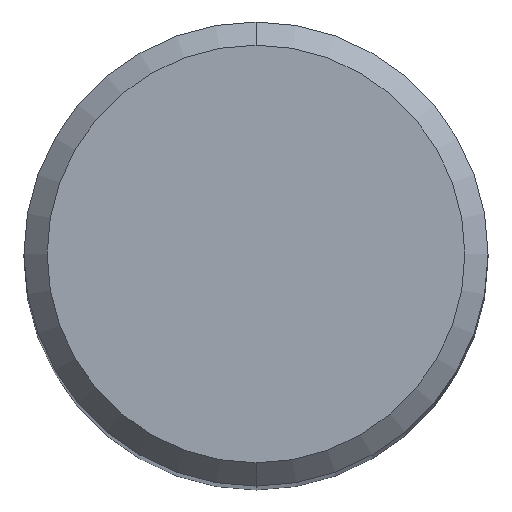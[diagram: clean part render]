
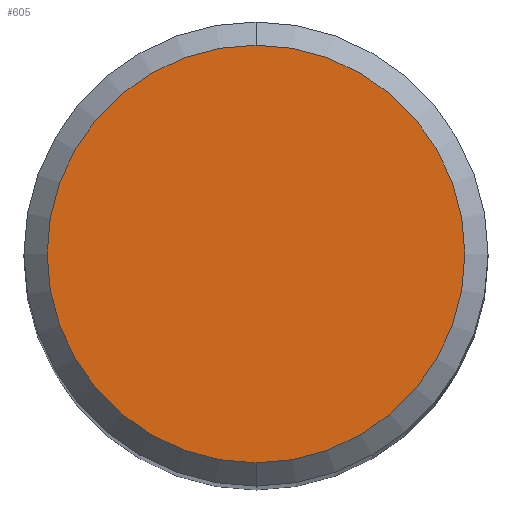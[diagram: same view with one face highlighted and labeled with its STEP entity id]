
A CAD part, top view. The second image highlights one B-rep face of the part: STEP entity #605.
In plain terms, the highlighted planar face has unit normal (0, 0, 1).
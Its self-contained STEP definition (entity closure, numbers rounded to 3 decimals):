
#359=EDGE_CURVE('',#935,#467,#1019,.T.);
#467=VERTEX_POINT('',#1136);
#605=ADVANCED_FACE('',(#1282),#1283,.T.);
#681=EDGE_CURVE('',#467,#935,#1363,.T.);
#935=VERTEX_POINT('',#1644);
#1019=CIRCLE('',#1755,4.5);
#1136=CARTESIAN_POINT('',(0.0,4.5,0.));
#1282=FACE_OUTER_BOUND('',#4224,.T.);
#1283=PLANE('',#4225);
#1363=CIRCLE('',#4454,4.5);
#1644=CARTESIAN_POINT('',(0.,-4.5,0.));
#1755=AXIS2_PLACEMENT_3D('',#10136,#10137,#10138);
#4224=EDGE_LOOP('',(#10360,#10361));
#4225=AXIS2_PLACEMENT_3D('',#10362,#10363,#10364);
#4454=AXIS2_PLACEMENT_3D('',#10418,#10419,#10420);
#10136=CARTESIAN_POINT('',(0.0,0.0,0.));
#10137=DIRECTION('',(0.0,0.0,-1.0));
#10138=DIRECTION('',(0.0,1.0,0.0));
#10360=ORIENTED_EDGE('',*,*,#681,.F.);
#10361=ORIENTED_EDGE('',*,*,#359,.F.);
#10362=CARTESIAN_POINT('',(0.0,2.25,0.));
#10363=DIRECTION('',(-0.0,0.0,1.0));
#10364=DIRECTION('',(0.0,-1.0,0.0));
#10418=CARTESIAN_POINT('',(0.0,0.0,0.));
#10419=DIRECTION('',(0.0,0.0,-1.0));
#10420=DIRECTION('',(0.0,1.0,0.0));
